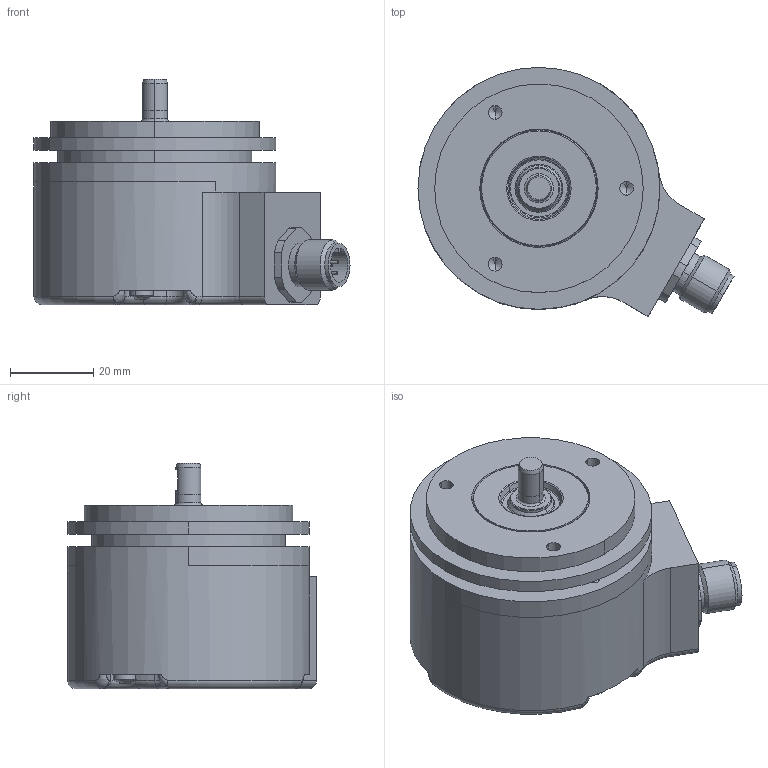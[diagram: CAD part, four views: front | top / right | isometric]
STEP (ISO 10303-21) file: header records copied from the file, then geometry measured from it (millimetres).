
FILE_DESCRIPTION((''),'2;1');
FILE_NAME('526471','2010-11-10T',('se2802'),(''),'PRO/ENGINEER BY PARAMETRIC TECHNOLOGY CORPORATION, 2010180','PRO/ENGINEER BY PARAMETRIC TECHNOLOGY CORPORATION, 2010180','');
FILE_SCHEMA(('CONFIG_CONTROL_DESIGN'));
Length unit declared in the file: millimetre
Products named in the file (1): 526471
Bounding box: 75.77 x 59.69 x 54 mm (x, y, z)
Volume: 117531.6 mm3; surface area: 18820.2 mm2
Topology: 1 solids, 2 shells, 882 faces, 2376 edges, 1565 vertices
Faces by surface type: extrusion 324, plane 278, cylinder 195, torus 39, cone 28, sphere 12, bspline 6
Entity records: 32409 total; most frequent: CARTESIAN_POINT 11373, ORIENTED_EDGE 4740, DIRECTION 3525, EDGE_CURVE 2370, VERTEX_POINT 1565, VECTOR 1307, B_SPLINE_CURVE_WITH_KNOTS 1154, AXIS2_PLACEMENT_3D 1109
